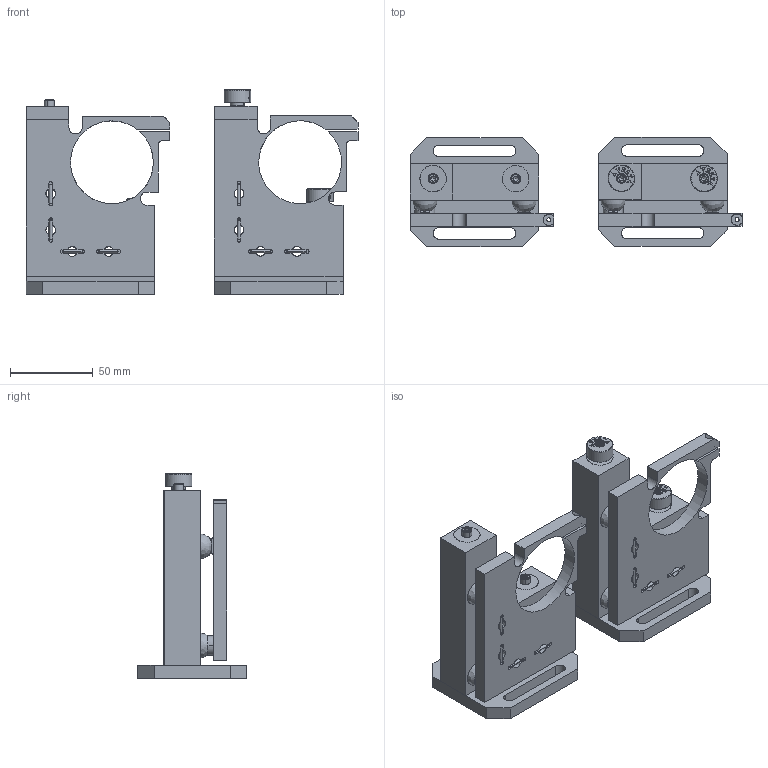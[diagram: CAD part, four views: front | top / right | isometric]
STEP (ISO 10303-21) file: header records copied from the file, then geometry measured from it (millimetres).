
FILE_DESCRIPTION(/* description */ (''),/* implementation_level */ '2;1');
FILE_NAME(/* name */ '01_MMB-TR50',/* time_stamp */ '2024-09-17T14:33:05+03:00',/* author */ (''),/* organization */ (''),/* preprocessor_version */ 'ST-DEVELOPER v15',/* originating_system */ '',/* authorisation */ '');
FILE_SCHEMA (('AUTOMOTIVE_DESIGN'));
Length unit declared in the file: millimetre
Products named in the file (2): Document; 01_MMB-TRB50
Assembly tree (1 placements, depth 2):
  Document
    01_MMB-TRB50
Bounding box: 200.92 x 66.14 x 124.05 mm (x, y, z)
Volume: 366231.5 mm3; surface area: 126222.5 mm2
Topology: 46 solids, 46 shells, 1133 faces, 3051 edges, 1964 vertices
Faces by surface type: bspline 611, plane 522
Entity records: 38754 total; most frequent: CARTESIAN_POINT 20877, ORIENTED_EDGE 5918, EDGE_CURVE 2959, VERTEX_POINT 1964, B_SPLINE_CURVE_WITH_KNOTS 1476, EDGE_LOOP 1275, ADVANCED_FACE 1133, FACE_OUTER_BOUND 1133
